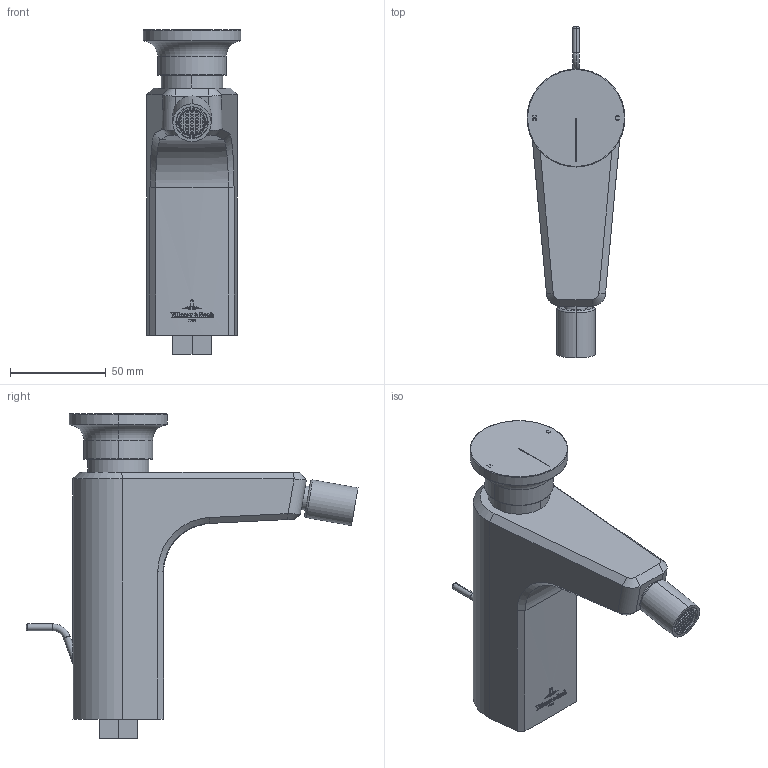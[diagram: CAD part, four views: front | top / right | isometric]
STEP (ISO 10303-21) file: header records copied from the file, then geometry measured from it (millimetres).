
FILE_DESCRIPTION((''),'2;1');
FILE_NAME('TVB117001000_3DPL','2026-02-05T10:21:47',('HristovG'),('AMERICAN STANDARD B&K'),'CREO PARAMETRIC BY PTC INC, 2024253','CREO PARAMETRIC BY PTC INC, 2024253','');
FILE_SCHEMA(('AP242_MANAGED_MODEL_BASED_3D_ENGINEERING_MIM_LF { 1 0 10303 442 1 1 4 }'));
Products named in the file (1): TVB117001000_3DPL
Bounding box: 51.2 x 173.49 x 169.55 mm (x, y, z)
Volume: 370714.2 mm3; surface area: 43155.8 mm2
Topology: 1 solids, 4 shells, 959 faces, 2455 edges, 1628 vertices
Faces by surface type: plane 706, bspline 129, cylinder 108, torus 13, cone 3
Entity records: 48003 total; most frequent: CARTESIAN_POINT 17599, ORIENTED_EDGE 4890, DIRECTION 4125, EDGE_CURVE 2451, VECTOR 1895, LINE 1895, VERTEX_POINT 1624, FILL_AREA_STYLE_COLOUR 1135
